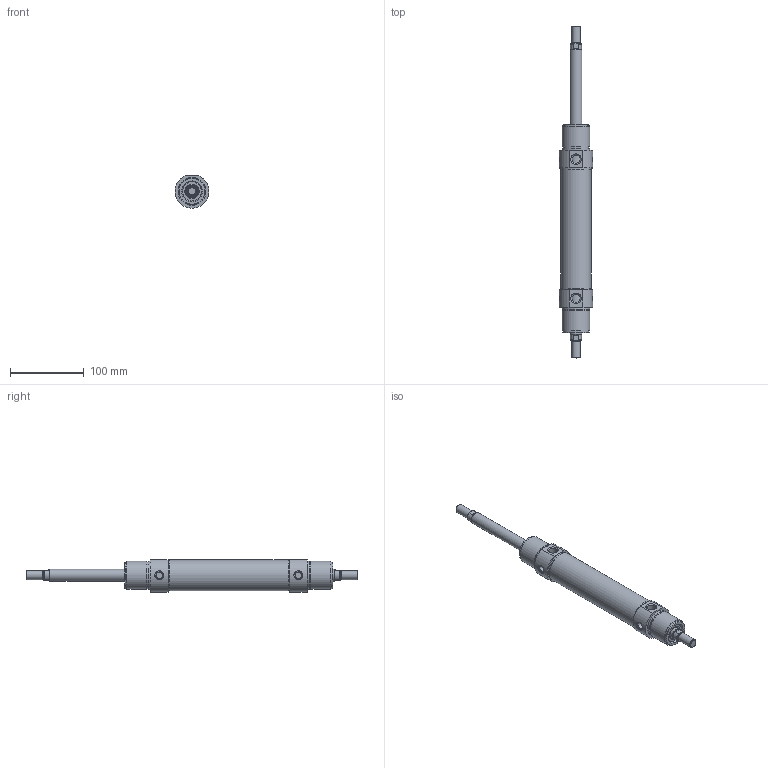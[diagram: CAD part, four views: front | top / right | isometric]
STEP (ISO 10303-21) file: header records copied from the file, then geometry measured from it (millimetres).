
FILE_DESCRIPTION((''),'2;1');
FILE_NAME('IDMP040.100.GS.M.stp','2014-07-15T11:19:20',('carlo.corazza'),(''),'Autodesk Inventor 2012','Autodesk Inventor 2012','');
FILE_SCHEMA(('AUTOMOTIVE_DESIGN { 1 0 10303 214 1 1 1 1 }'));
Length unit declared in the file: millimetre
Products named in the file (5): IDMP040..GS.M; CORPO-100; STELO-100; TA
Assembly tree (5 placements, depth 2):
  IDMP040..GS.M
    CORPO-100
    STELO-100  x2
    TA
    TA
Bounding box: 46 x 451 x 44 mm (x, y, z)
Volume: 238941.3 mm3; surface area: 95799.1 mm2
Topology: 5 solids, 9 shells, 174 faces, 340 edges, 220 vertices
Faces by surface type: plane 62, cylinder 54, cone 42, torus 16
Full cylindrical faces by diameter (mm): 8.917 x4, 10 x2, 11.445 x2, 12 x6, 13 x2, 15 x2, 16 x4, 16.8 x2, 16.847 x2, 18 x2, 20 x4, 26 x6, 36 x4, 38 x4, 40 x1, 41.6 x3
Entity records: 3807 total; most frequent: CARTESIAN_POINT 771, DIRECTION 630, ORIENTED_EDGE 346, AXIS2_PLACEMENT_3D 308, EDGE_LOOP 294, EDGE_CURVE 173, VERTEX_POINT 163, STYLED_ITEM 159
